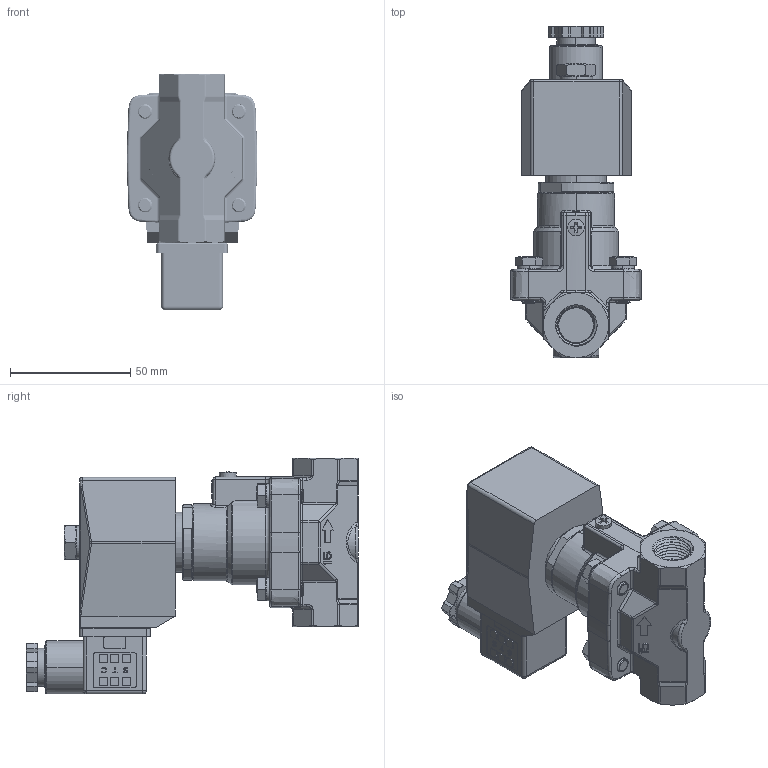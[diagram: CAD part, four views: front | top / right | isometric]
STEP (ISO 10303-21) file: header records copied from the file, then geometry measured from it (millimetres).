
FILE_DESCRIPTION (( 'STEP AP214' ), '1' );
FILE_NAME ('2MS120-3-8.STEP', '2018-09-01T00:02:07', ( '' ), ( '' ), 'SwSTEP 2.0', 'SolidWorks 2016', '' );
FILE_SCHEMA (( 'AUTOMOTIVE_DESIGN' ));
Length unit declared in the file: millimetre
Products named in the file (1): 2MS120-3-8
Bounding box: 54.28 x 137.81 x 97.9 mm (x, y, z)
Volume: 224568.9 mm3; surface area: 63616.5 mm2
Topology: 22 solids, 22 shells, 2299 faces, 6505 edges, 4316 vertices
Faces by surface type: plane 1180, cylinder 702, bspline 200, cone 136, torus 41, sphere 40
Entity records: 161153 total; most frequent: CARTESIAN_POINT 80261, ORIENTED_EDGE 12968, DIRECTION 9357, EDGE_CURVE 6484, VERTEX_POINT 4316, VECTOR 3791, LINE 3791, AXIS2_PLACEMENT_3D 2783
